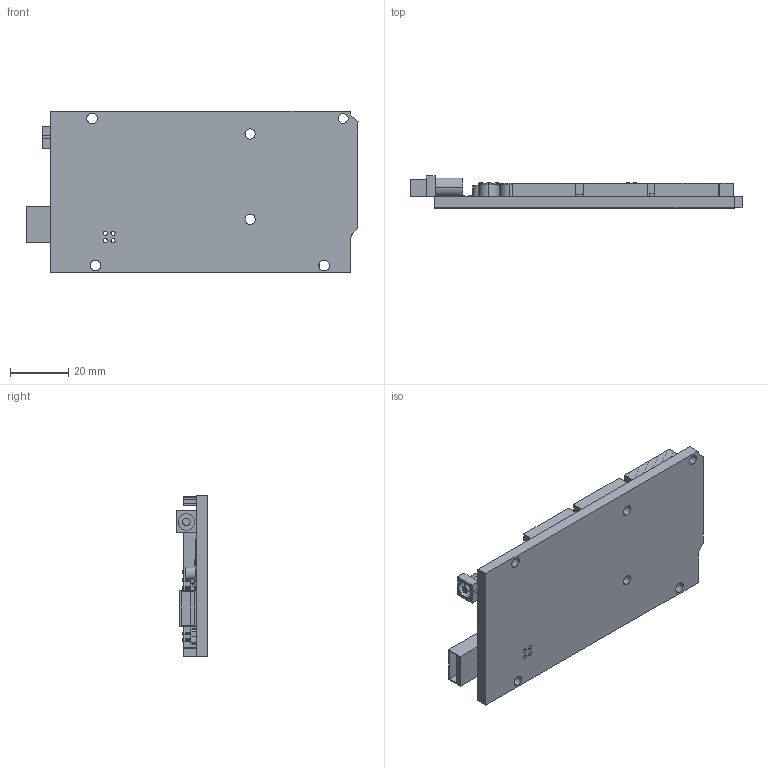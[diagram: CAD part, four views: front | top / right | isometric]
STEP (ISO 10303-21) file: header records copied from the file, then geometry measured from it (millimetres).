
FILE_DESCRIPTION (( 'STEP AP203' ), '1' );
FILE_NAME ('Adruino Mega.STEP', '2025-10-16T04:28:21', ( '' ), ( '' ), 'SwSTEP 2.0', 'SolidWorks 2025', '' );
FILE_SCHEMA (( 'CONFIG_CONTROL_DESIGN' ));
Length unit declared in the file: millimetre
Products named in the file (1): Adruino Mega
Bounding box: 113.52 x 10.86 x 55.12 mm (x, y, z)
Volume: 25703.9 mm3; surface area: 21038.6 mm2
Topology: 129 solids, 129 shells, 1564 faces, 3646 edges, 2310 vertices
Faces by surface type: plane 1267, cylinder 193, torus 54, sphere 48, bspline 2
Entity records: 43551 total; most frequent: CARTESIAN_POINT 7515, ORIENTED_EDGE 7196, DIRECTION 7164, EDGE_CURVE 3598, LINE 3150, VECTOR 3150, VERTEX_POINT 2310, AXIS2_PLACEMENT_3D 2007
